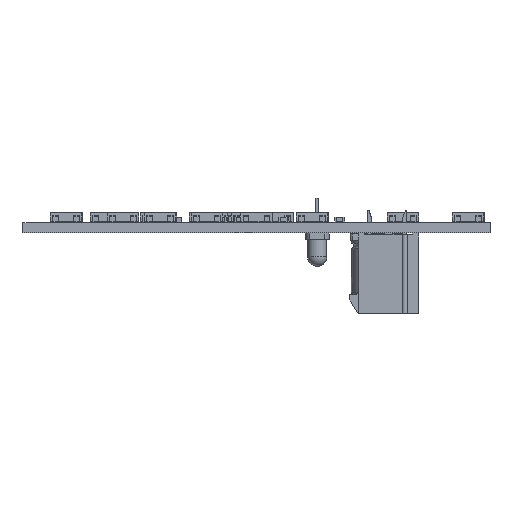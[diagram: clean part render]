
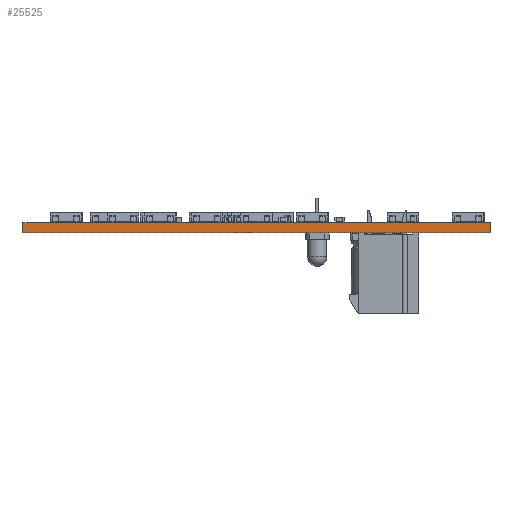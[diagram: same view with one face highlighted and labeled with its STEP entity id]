
A CAD part, left-side view. The second image highlights one B-rep face of the part: STEP entity #25525.
In plain terms, the highlighted planar face has unit normal (-1, -0.007, 0).
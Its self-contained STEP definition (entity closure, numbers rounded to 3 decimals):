
#23408 = PLANE('',#23409);
#23409 = AXIS2_PLACEMENT_3D('',#23410,#23411,#23412);
#23410 = CARTESIAN_POINT('',(157.342,-111.999,1.6));
#23411 = DIRECTION('',(0.,0.,1.));
#23412 = DIRECTION('',(1.,0.,-0.));
#23462 = PLANE('',#23463);
#23463 = AXIS2_PLACEMENT_3D('',#23464,#23465,#23466);
#23464 = CARTESIAN_POINT('',(157.342,-111.999,0.));
#23465 = DIRECTION('',(0.,0.,1.));
#23466 = DIRECTION('',(1.,0.,-0.));
#23593 = PLANE('',#23594);
#23594 = AXIS2_PLACEMENT_3D('',#23595,#23596,#23597);
#23595 = CARTESIAN_POINT('',(152.756,-75.133,0.));
#23596 = DIRECTION('',(-0.002,-1.,0.));
#23597 = DIRECTION('',(-1.,0.002,0.));
#23632 = VERTEX_POINT('',#23633);
#23633 = CARTESIAN_POINT('',(99.06,-75.032,0.));
#23654 = EDGE_CURVE('',#23632,#23655,#23657,.T.);
#23655 = VERTEX_POINT('',#23656);
#23656 = CARTESIAN_POINT('',(99.568,-149.2,0.));
#23657 = SURFACE_CURVE('',#23658,(#23662,#23669),.PCURVE_S1.);
#23658 = LINE('',#23659,#23660);
#23659 = CARTESIAN_POINT('',(99.06,-75.032,0.));
#23660 = VECTOR('',#23661,1.);
#23661 = DIRECTION('',(0.007,-1.,0.));
#23662 = PCURVE('',#23462,#23663);
#23663 = DEFINITIONAL_REPRESENTATION('',(#23664),#23668);
#23664 = LINE('',#23665,#23666);
#23665 = CARTESIAN_POINT('',(-58.282,36.967));
#23666 = VECTOR('',#23667,1.);
#23667 = DIRECTION('',(0.007,-1.));
#23668 = ( GEOMETRIC_REPRESENTATION_CONTEXT(2) 
PARAMETRIC_REPRESENTATION_CONTEXT() REPRESENTATION_CONTEXT('2D SPACE',''
  ) );
#23669 = PCURVE('',#23670,#23675);
#23670 = PLANE('',#23671);
#23671 = AXIS2_PLACEMENT_3D('',#23672,#23673,#23674);
#23672 = CARTESIAN_POINT('',(99.06,-75.032,0.));
#23673 = DIRECTION('',(1.,0.007,-0.));
#23674 = DIRECTION('',(0.007,-1.,0.));
#23675 = DEFINITIONAL_REPRESENTATION('',(#23676),#23680);
#23676 = LINE('',#23677,#23678);
#23677 = CARTESIAN_POINT('',(0.,0.));
#23678 = VECTOR('',#23679,1.);
#23679 = DIRECTION('',(1.,0.));
#23680 = ( GEOMETRIC_REPRESENTATION_CONTEXT(2) 
PARAMETRIC_REPRESENTATION_CONTEXT() REPRESENTATION_CONTEXT('2D SPACE',''
  ) );
#23698 = PLANE('',#23699);
#23699 = AXIS2_PLACEMENT_3D('',#23700,#23701,#23702);
#23700 = CARTESIAN_POINT('',(99.568,-149.2,0.));
#23701 = DIRECTION('',(-0.003,1.,0.));
#23702 = DIRECTION('',(1.,0.003,0.));
#24619 = VERTEX_POINT('',#24620);
#24620 = CARTESIAN_POINT('',(99.06,-75.032,1.6));
#24641 = EDGE_CURVE('',#24619,#24642,#24644,.T.);
#24642 = VERTEX_POINT('',#24643);
#24643 = CARTESIAN_POINT('',(99.568,-149.2,1.6));
#24644 = SURFACE_CURVE('',#24645,(#24649,#24656),.PCURVE_S1.);
#24645 = LINE('',#24646,#24647);
#24646 = CARTESIAN_POINT('',(99.06,-75.032,1.6));
#24647 = VECTOR('',#24648,1.);
#24648 = DIRECTION('',(0.007,-1.,0.));
#24649 = PCURVE('',#23408,#24650);
#24650 = DEFINITIONAL_REPRESENTATION('',(#24651),#24655);
#24651 = LINE('',#24652,#24653);
#24652 = CARTESIAN_POINT('',(-58.282,36.967));
#24653 = VECTOR('',#24654,1.);
#24654 = DIRECTION('',(0.007,-1.));
#24655 = ( GEOMETRIC_REPRESENTATION_CONTEXT(2) 
PARAMETRIC_REPRESENTATION_CONTEXT() REPRESENTATION_CONTEXT('2D SPACE',''
  ) );
#24656 = PCURVE('',#23670,#24657);
#24657 = DEFINITIONAL_REPRESENTATION('',(#24658),#24662);
#24658 = LINE('',#24659,#24660);
#24659 = CARTESIAN_POINT('',(0.,-1.6));
#24660 = VECTOR('',#24661,1.);
#24661 = DIRECTION('',(1.,0.));
#24662 = ( GEOMETRIC_REPRESENTATION_CONTEXT(2) 
PARAMETRIC_REPRESENTATION_CONTEXT() REPRESENTATION_CONTEXT('2D SPACE',''
  ) );
#25477 = EDGE_CURVE('',#23632,#24619,#25478,.T.);
#25478 = SURFACE_CURVE('',#25479,(#25483,#25490),.PCURVE_S1.);
#25479 = LINE('',#25480,#25481);
#25480 = CARTESIAN_POINT('',(99.06,-75.032,0.));
#25481 = VECTOR('',#25482,1.);
#25482 = DIRECTION('',(0.,0.,1.));
#25483 = PCURVE('',#23593,#25484);
#25484 = DEFINITIONAL_REPRESENTATION('',(#25485),#25489);
#25485 = LINE('',#25486,#25487);
#25486 = CARTESIAN_POINT('',(53.696,0.));
#25487 = VECTOR('',#25488,1.);
#25488 = DIRECTION('',(0.,-1.));
#25489 = ( GEOMETRIC_REPRESENTATION_CONTEXT(2) 
PARAMETRIC_REPRESENTATION_CONTEXT() REPRESENTATION_CONTEXT('2D SPACE',''
  ) );
#25490 = PCURVE('',#23670,#25491);
#25491 = DEFINITIONAL_REPRESENTATION('',(#25492),#25496);
#25492 = LINE('',#25493,#25494);
#25493 = CARTESIAN_POINT('',(0.,0.));
#25494 = VECTOR('',#25495,1.);
#25495 = DIRECTION('',(0.,-1.));
#25496 = ( GEOMETRIC_REPRESENTATION_CONTEXT(2) 
PARAMETRIC_REPRESENTATION_CONTEXT() REPRESENTATION_CONTEXT('2D SPACE',''
  ) );
#25525 = ADVANCED_FACE('',(#25526),#23670,.F.);
#25526 = FACE_BOUND('',#25527,.F.);
#25527 = EDGE_LOOP('',(#25528,#25529,#25530,#25551));
#25528 = ORIENTED_EDGE('',*,*,#25477,.T.);
#25529 = ORIENTED_EDGE('',*,*,#24641,.T.);
#25530 = ORIENTED_EDGE('',*,*,#25531,.F.);
#25531 = EDGE_CURVE('',#23655,#24642,#25532,.T.);
#25532 = SURFACE_CURVE('',#25533,(#25537,#25544),.PCURVE_S1.);
#25533 = LINE('',#25534,#25535);
#25534 = CARTESIAN_POINT('',(99.568,-149.2,0.));
#25535 = VECTOR('',#25536,1.);
#25536 = DIRECTION('',(0.,0.,1.));
#25537 = PCURVE('',#23670,#25538);
#25538 = DEFINITIONAL_REPRESENTATION('',(#25539),#25543);
#25539 = LINE('',#25540,#25541);
#25540 = CARTESIAN_POINT('',(74.17,0.));
#25541 = VECTOR('',#25542,1.);
#25542 = DIRECTION('',(0.,-1.));
#25543 = ( GEOMETRIC_REPRESENTATION_CONTEXT(2) 
PARAMETRIC_REPRESENTATION_CONTEXT() REPRESENTATION_CONTEXT('2D SPACE',''
  ) );
#25544 = PCURVE('',#23698,#25545);
#25545 = DEFINITIONAL_REPRESENTATION('',(#25546),#25550);
#25546 = LINE('',#25547,#25548);
#25547 = CARTESIAN_POINT('',(0.,0.));
#25548 = VECTOR('',#25549,1.);
#25549 = DIRECTION('',(0.,-1.));
#25550 = ( GEOMETRIC_REPRESENTATION_CONTEXT(2) 
PARAMETRIC_REPRESENTATION_CONTEXT() REPRESENTATION_CONTEXT('2D SPACE',''
  ) );
#25551 = ORIENTED_EDGE('',*,*,#23654,.F.);
